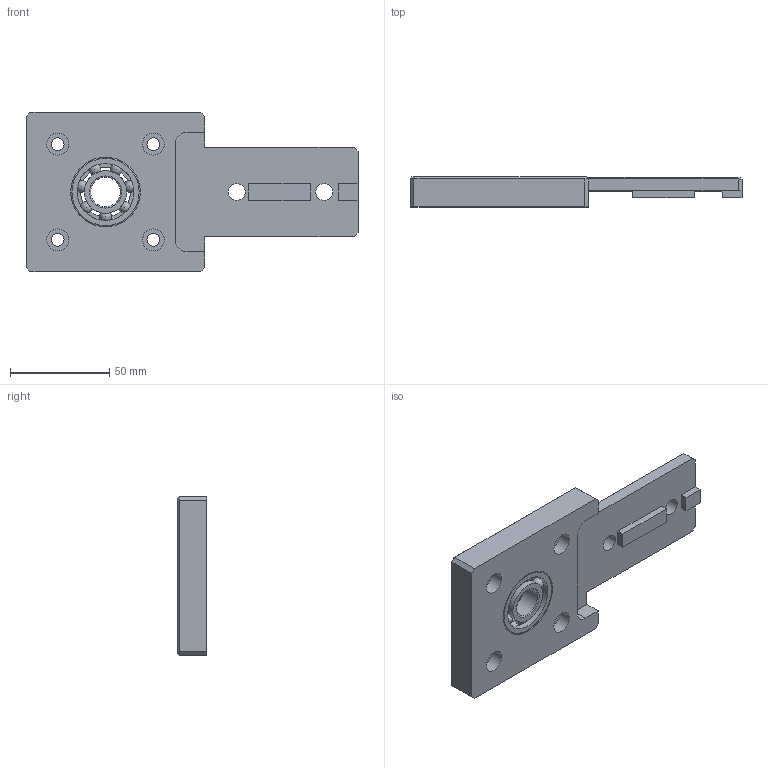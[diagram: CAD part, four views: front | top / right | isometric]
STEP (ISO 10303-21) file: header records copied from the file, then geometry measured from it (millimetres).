
FILE_DESCRIPTION((''),'2;1');
FILE_NAME('904502.ipt.stp','2010-09-05T12:30:11',(''),(''),'Autodesk Inventor 2010','Autodesk Inventor 2010','');
FILE_SCHEMA(('AUTOMOTIVE_DESIGN { 1 0 10303 214 1 1 1 1 }'));
Length unit declared in the file: millimetre
Products named in the file (1): 904502
Bounding box: 167 x 15 x 80 mm (x, y, z)
Volume: 114719 mm3; surface area: 35009.2 mm2
Topology: 2 solids, 2 shells, 97 faces, 281 edges, 182 vertices
Faces by surface type: plane 47, torus 18, bspline 17, cylinder 8, sphere 7
Full cylindrical faces by diameter (mm): 15 x1, 21.4 x2, 28.6 x2, 35 x1
Entity records: 3767 total; most frequent: CARTESIAN_POINT 1453, ORIENTED_EDGE 464, DIRECTION 406, EDGE_CURVE 232, VERTEX_POINT 162, EDGE_LOOP 150, AXIS2_PLACEMENT_3D 149, VECTOR 108
